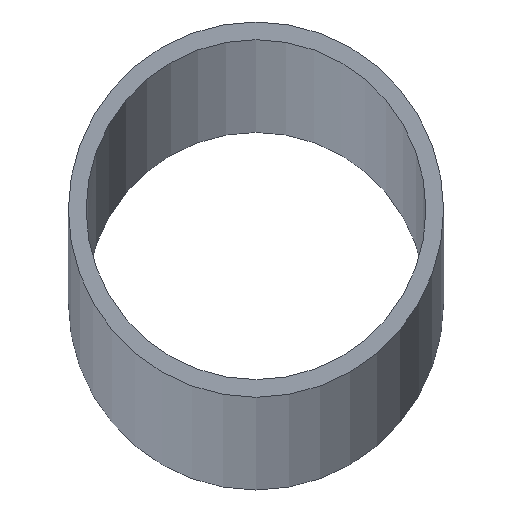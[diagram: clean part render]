
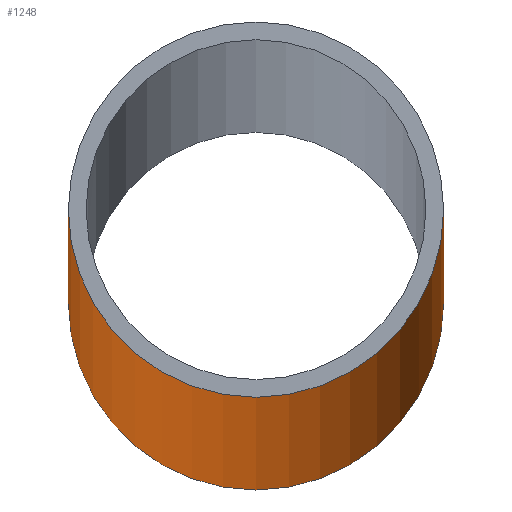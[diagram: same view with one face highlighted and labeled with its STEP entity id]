
A CAD part, top view. The second image highlights one B-rep face of the part: STEP entity #1248.
In plain terms, the highlighted cylindrical face has radius 21.2 mm (diameter 42.4 mm), a full revolution.
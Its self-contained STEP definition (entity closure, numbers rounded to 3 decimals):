
#145 = AXIS2_PLACEMENT_3D ( 'NONE', #7105, #3891, #1498 ) ;
#634 = FACE_OUTER_BOUND ( 'NONE', #7095, .T. ) ;
#904 = CARTESIAN_POINT ( 'NONE',  ( 21.2, 0., -3000. ) ) ;
#1248 = ADVANCED_FACE ( 'NONE', ( #11927, #634 ), #12988, .T. ) ;
#1447 = EDGE_CURVE ( 'NONE', #3399, #3399, #6455, .T. ) ;
#1498 = DIRECTION ( 'NONE',  ( -1., 0., 0. ) ) ;
#1976 = AXIS2_PLACEMENT_3D ( 'NONE', #3178, #7697, #10946 ) ;
#2352 = CIRCLE ( 'NONE', #5796, 21.2 ) ;
#3000 = CARTESIAN_POINT ( 'NONE',  ( 0., 0., -3000. ) ) ;
#3178 = CARTESIAN_POINT ( 'NONE',  ( 0., 0., 3000. ) ) ;
#3399 = VERTEX_POINT ( 'NONE', #11181 ) ;
#3891 = DIRECTION ( 'NONE',  ( 0., 0., -1. ) ) ;
#4183 = DIRECTION ( 'NONE',  ( 0., 0., 1. ) ) ;
#5492 = VERTEX_POINT ( 'NONE', #904 ) ;
#5796 = AXIS2_PLACEMENT_3D ( 'NONE', #3000, #4183, #11106 ) ;
#5992 = ORIENTED_EDGE ( 'NONE', *, *, #13704, .T. ) ;
#6199 = EDGE_LOOP ( 'NONE', ( #8119 ) ) ;
#6455 = CIRCLE ( 'NONE', #1976, 21.2 ) ;
#7095 = EDGE_LOOP ( 'NONE', ( #5992 ) ) ;
#7105 = CARTESIAN_POINT ( 'NONE',  ( 0., 0., 3000. ) ) ;
#7697 = DIRECTION ( 'NONE',  ( 0., 0., 1. ) ) ;
#8119 = ORIENTED_EDGE ( 'NONE', *, *, #1447, .F. ) ;
#10946 = DIRECTION ( 'NONE',  ( 1., 0., 0. ) ) ;
#11106 = DIRECTION ( 'NONE',  ( 1., 0., 0. ) ) ;
#11181 = CARTESIAN_POINT ( 'NONE',  ( 21.2, 0., 3000. ) ) ;
#11927 = FACE_OUTER_BOUND ( 'NONE', #6199, .T. ) ;
#12988 = CYLINDRICAL_SURFACE ( 'NONE', #145, 21.2 ) ;
#13704 = EDGE_CURVE ( 'NONE', #5492, #5492, #2352, .T. ) ;
